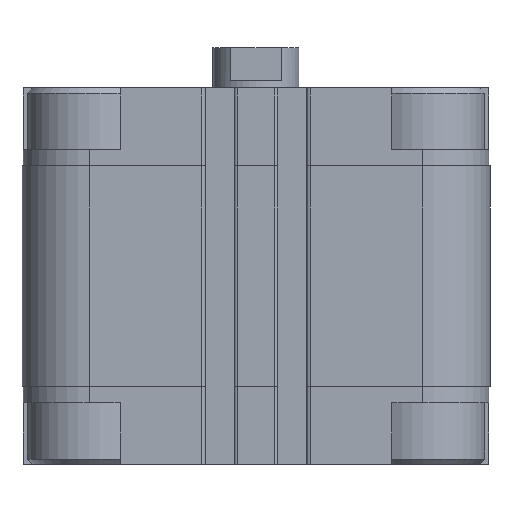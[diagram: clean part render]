
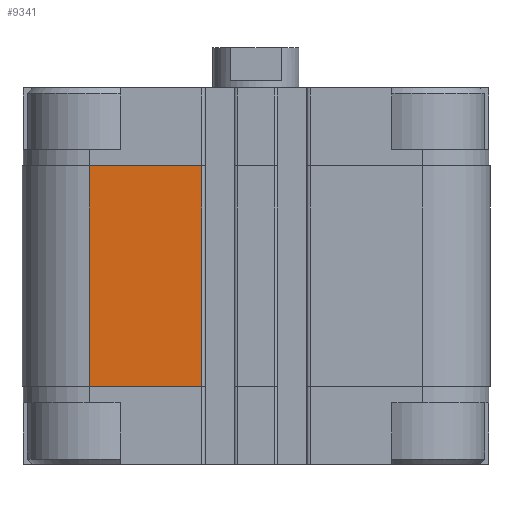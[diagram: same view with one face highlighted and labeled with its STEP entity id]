
A CAD part, front view. The second image highlights one B-rep face of the part: STEP entity #9341.
In plain terms, the highlighted face is planar.
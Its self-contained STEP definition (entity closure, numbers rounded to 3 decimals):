
#1845=ORIENTED_EDGE('',*,*,#4207,.F.);
#1846=ORIENTED_EDGE('',*,*,#4233,.F.);
#1847=ORIENTED_EDGE('',*,*,#3921,.T.);
#1848=ORIENTED_EDGE('',*,*,#4234,.T.);
#3921=EDGE_CURVE('',#5267,#5266,#6049,.T.);
#4207=EDGE_CURVE('',#5436,#5437,#6257,.T.);
#4233=EDGE_CURVE('',#5267,#5436,#6277,.T.);
#4234=EDGE_CURVE('',#5266,#5437,#6278,.T.);
#5266=VERTEX_POINT('',#14411);
#5267=VERTEX_POINT('',#14413);
#5436=VERTEX_POINT('',#14973);
#5437=VERTEX_POINT('',#14975);
#6049=LINE('',#14412,#6905);
#6257=LINE('',#14974,#7113);
#6277=LINE('',#15028,#7133);
#6278=LINE('',#15030,#7134);
#6905=VECTOR('',#11147,1000.);
#7113=VECTOR('',#11723,1000.);
#7133=VECTOR('',#11797,1000.);
#7134=VECTOR('',#11800,1000.);
#7668=EDGE_LOOP('',(#1845,#1846,#1847,#1848));
#8326=FACE_BOUND('',#7668,.T.);
#8905=PLANE('',#10086);
#9341=ADVANCED_FACE('',(#8326),#8905,.T.);
#10086=AXIS2_PLACEMENT_3D('',#15029,#11798,#11799);
#11147=DIRECTION('',(-1.,0.,0.));
#11723=DIRECTION('',(-1.,0.,0.));
#11797=DIRECTION('',(0.,0.,1.));
#11798=DIRECTION('',(0.,1.,0.));
#11799=DIRECTION('',(0.,0.,1.));
#11800=DIRECTION('',(0.,0.,1.));
#14411=CARTESIAN_POINT('',(10.05,43.5,-55.5));
#14412=CARTESIAN_POINT('',(31.,43.5,-55.5));
#14413=CARTESIAN_POINT('',(31.,43.5,-55.5));
#14973=CARTESIAN_POINT('',(31.,43.5,-14.5));
#14974=CARTESIAN_POINT('',(31.,43.5,-14.5));
#14975=CARTESIAN_POINT('',(10.05,43.5,-14.5));
#15028=CARTESIAN_POINT('',(31.,43.5,-55.5));
#15029=CARTESIAN_POINT('',(31.,43.5,-55.5));
#15030=CARTESIAN_POINT('',(10.05,43.5,-55.5));
